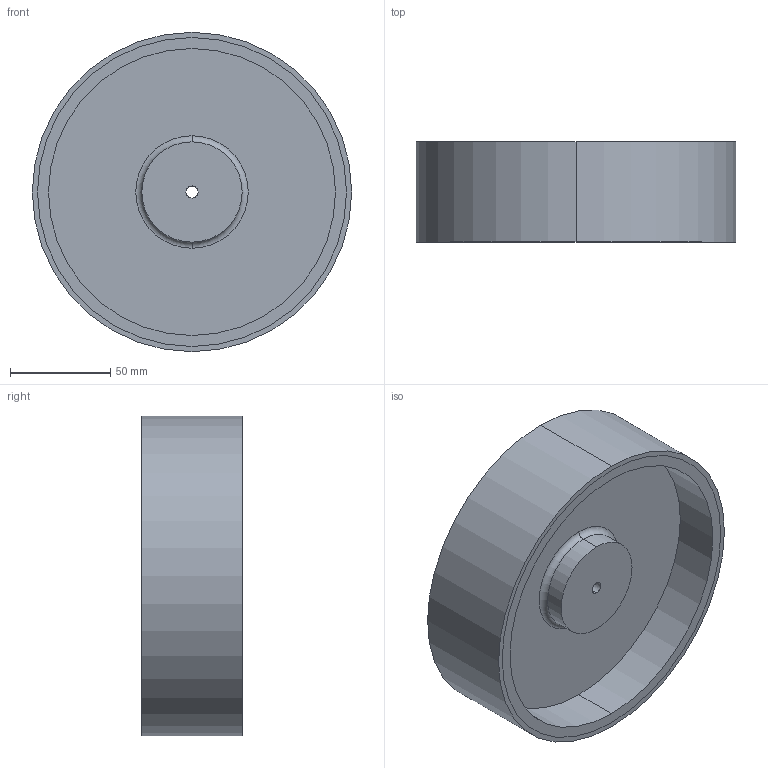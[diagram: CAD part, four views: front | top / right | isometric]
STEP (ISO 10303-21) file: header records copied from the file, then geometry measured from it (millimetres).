
FILE_DESCRIPTION (( 'STEP AP203' ), '1' );
FILE_NAME ('240213 STEP 3-400775-00_5525.STEP', '2024-02-13T11:38:34', ( '' ), ( '' ), 'SwSTEP 2.0', 'SolidWorks 2022', '' );
FILE_SCHEMA (( 'CONFIG_CONTROL_DESIGN' ));
Length unit declared in the file: millimetre
Products named in the file (1): 240213 STEP 3-400775-00_5525
Bounding box: 159.15 x 50 x 159.15 mm (x, y, z)
Volume: 304578.7 mm3; surface area: 89681.4 mm2
Topology: 1 solids, 1 shells, 26 faces, 56 edges, 36 vertices
Faces by surface type: cylinder 14, plane 8, torus 4
Entity records: 901 total; most frequent: CARTESIAN_POINT 219, DIRECTION 142, ORIENTED_EDGE 112, AXIS2_PLACEMENT_3D 63, EDGE_CURVE 56, CIRCLE 36, VERTEX_POINT 36, EDGE_LOOP 34
